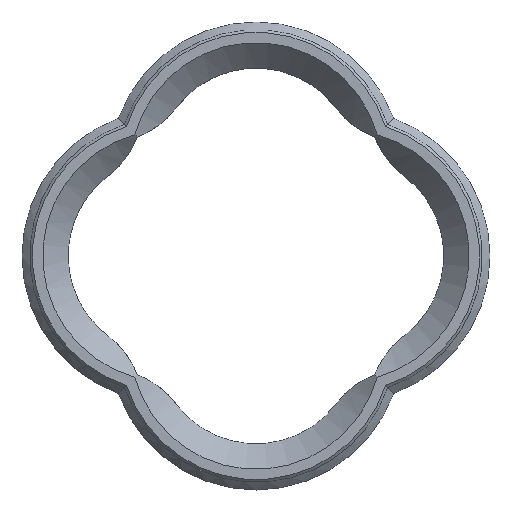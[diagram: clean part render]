
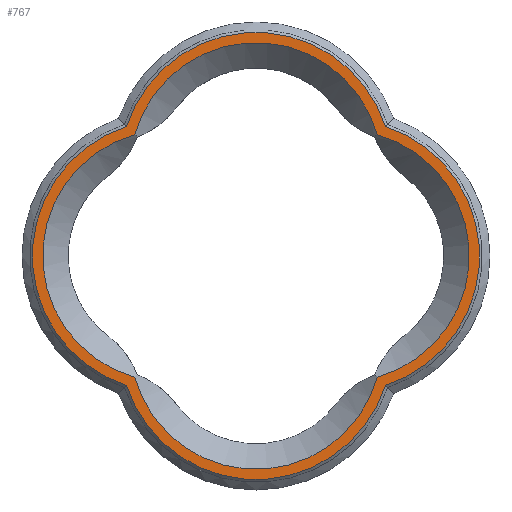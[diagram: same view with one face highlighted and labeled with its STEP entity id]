
A CAD part, top view. The second image highlights one B-rep face of the part: STEP entity #767.
In plain terms, the highlighted planar face has unit normal (0, 0, 1).
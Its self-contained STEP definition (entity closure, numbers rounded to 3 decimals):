
#19=FACE_BOUND('',#198,.T.);
#21=PLANE('',#833);
#85=CIRCLE('',#832,9.778);
#86=CIRCLE('',#834,10.578);
#87=CIRCLE('',#835,10.578);
#88=CIRCLE('',#836,10.578);
#89=CIRCLE('',#837,10.578);
#90=CIRCLE('',#838,9.778);
#91=CIRCLE('',#839,9.778);
#92=CIRCLE('',#840,9.778);
#147=FACE_OUTER_BOUND('',#197,.T.);
#197=EDGE_LOOP('',(#522,#523,#524,#525));
#198=EDGE_LOOP('',(#526,#527,#528,#529));
#312=VERTEX_POINT('',#1201);
#313=VERTEX_POINT('',#1206);
#315=VERTEX_POINT('',#1222);
#316=VERTEX_POINT('',#1223);
#317=VERTEX_POINT('',#1225);
#318=VERTEX_POINT('',#1227);
#319=VERTEX_POINT('',#1230);
#320=VERTEX_POINT('',#1232);
#391=EDGE_CURVE('',#313,#312,#85,.T.);
#394=EDGE_CURVE('',#315,#316,#86,.T.);
#395=EDGE_CURVE('',#317,#315,#87,.T.);
#396=EDGE_CURVE('',#318,#317,#88,.T.);
#397=EDGE_CURVE('',#318,#316,#89,.T.);
#398=EDGE_CURVE('',#312,#319,#90,.T.);
#399=EDGE_CURVE('',#320,#319,#91,.T.);
#400=EDGE_CURVE('',#313,#320,#92,.T.);
#522=ORIENTED_EDGE('',*,*,#394,.F.);
#523=ORIENTED_EDGE('',*,*,#395,.F.);
#524=ORIENTED_EDGE('',*,*,#396,.F.);
#525=ORIENTED_EDGE('',*,*,#397,.T.);
#526=ORIENTED_EDGE('',*,*,#391,.T.);
#527=ORIENTED_EDGE('',*,*,#398,.T.);
#528=ORIENTED_EDGE('',*,*,#399,.F.);
#529=ORIENTED_EDGE('',*,*,#400,.F.);
#767=ADVANCED_FACE('',(#147,#19),#21,.T.);
#832=AXIS2_PLACEMENT_3D('',#1207,#926,#927);
#833=AXIS2_PLACEMENT_3D('',#1221,#928,#929);
#834=AXIS2_PLACEMENT_3D('',#1224,#930,#931);
#835=AXIS2_PLACEMENT_3D('',#1226,#932,#933);
#836=AXIS2_PLACEMENT_3D('',#1228,#934,#935);
#837=AXIS2_PLACEMENT_3D('',#1229,#936,#937);
#838=AXIS2_PLACEMENT_3D('',#1231,#938,#939);
#839=AXIS2_PLACEMENT_3D('',#1233,#940,#941);
#840=AXIS2_PLACEMENT_3D('',#1234,#942,#943);
#926=DIRECTION('center_axis',(0.,0.,-1.));
#927=DIRECTION('ref_axis',(0.,-1.,0.));
#928=DIRECTION('center_axis',(0.,0.,1.));
#929=DIRECTION('ref_axis',(1.,0.,0.));
#930=DIRECTION('center_axis',(0.,0.,-1.));
#931=DIRECTION('ref_axis',(-0.317,-0.948,0.));
#932=DIRECTION('center_axis',(0.,0.,-1.));
#933=DIRECTION('ref_axis',(0.948,-0.317,0.));
#934=DIRECTION('center_axis',(0.,0.,-1.));
#935=DIRECTION('ref_axis',(0.317,0.948,0.));
#936=DIRECTION('center_axis',(0.,0.,1.));
#937=DIRECTION('ref_axis',(0.948,0.317,0.));
#938=DIRECTION('center_axis',(0.,0.,-1.));
#939=DIRECTION('ref_axis',(-1.,0.,0.));
#940=DIRECTION('center_axis',(0.,0.,1.));
#941=DIRECTION('ref_axis',(0.,1.,0.));
#942=DIRECTION('center_axis',(0.,0.,1.));
#943=DIRECTION('ref_axis',(1.,0.,0.));
#1201=CARTESIAN_POINT('',(-118.921,-60.11,0.));
#1206=CARTESIAN_POINT('',(-100.079,-60.111,0.));
#1207=CARTESIAN_POINT('Origin',(-109.5,-57.491,0.));
#1221=CARTESIAN_POINT('Origin',(-128.,-63.517,0.));
#1222=CARTESIAN_POINT('',(-119.563,-60.753,0.));
#1223=CARTESIAN_POINT('',(-119.562,-40.626,0.));
#1224=CARTESIAN_POINT('Origin',(-116.301,-50.689,0.));
#1225=CARTESIAN_POINT('',(-99.436,-60.752,0.));
#1226=CARTESIAN_POINT('Origin',(-109.5,-57.491,0.));
#1227=CARTESIAN_POINT('',(-99.436,-40.627,0.));
#1228=CARTESIAN_POINT('Origin',(-102.698,-50.69,0.));
#1229=CARTESIAN_POINT('Origin',(-109.499,-43.888,0.));
#1230=CARTESIAN_POINT('',(-118.921,-41.269,0.));
#1231=CARTESIAN_POINT('Origin',(-116.301,-50.69,0.));
#1232=CARTESIAN_POINT('',(-100.079,-41.268,0.));
#1233=CARTESIAN_POINT('Origin',(-109.5,-43.888,0.));
#1234=CARTESIAN_POINT('Origin',(-102.698,-50.69,0.));
